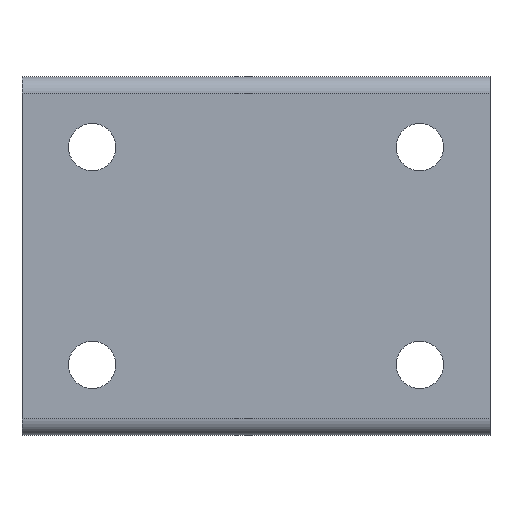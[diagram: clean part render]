
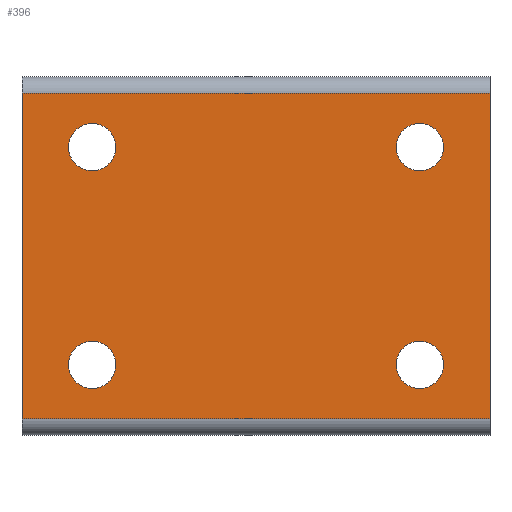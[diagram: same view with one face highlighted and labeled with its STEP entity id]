
A CAD part, left-side view. The second image highlights one B-rep face of the part: STEP entity #396.
In plain terms, the highlighted planar face has unit normal (-1, 0, 0).
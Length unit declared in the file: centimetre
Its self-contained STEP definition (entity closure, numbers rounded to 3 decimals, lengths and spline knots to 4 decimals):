
#26=FACE_BOUND('',#81,.T.);
#27=FACE_BOUND('',#82,.T.);
#28=FACE_BOUND('',#83,.T.);
#29=FACE_BOUND('',#84,.T.);
#38=CIRCLE('',#425,0.5075);
#39=CIRCLE('',#426,0.5075);
#40=CIRCLE('',#427,0.5075);
#41=CIRCLE('',#428,0.5075);
#54=FACE_OUTER_BOUND('',#80,.T.);
#80=EDGE_LOOP('',(#274,#275,#276,#277));
#81=EDGE_LOOP('',(#278));
#82=EDGE_LOOP('',(#279));
#83=EDGE_LOOP('',(#280));
#84=EDGE_LOOP('',(#281));
#118=LINE('',#592,#154);
#119=LINE('',#594,#155);
#120=LINE('',#596,#156);
#121=LINE('',#597,#157);
#154=VECTOR('',#470,10.);
#155=VECTOR('',#471,6.95);
#156=VECTOR('',#472,10.);
#157=VECTOR('',#473,6.95);
#190=VERTEX_POINT('',#590);
#191=VERTEX_POINT('',#591);
#192=VERTEX_POINT('',#593);
#193=VERTEX_POINT('',#595);
#194=VERTEX_POINT('',#598);
#195=VERTEX_POINT('',#600);
#196=VERTEX_POINT('',#602);
#197=VERTEX_POINT('',#604);
#222=EDGE_CURVE('',#190,#191,#118,.T.);
#223=EDGE_CURVE('',#191,#192,#119,.T.);
#224=EDGE_CURVE('',#192,#193,#120,.T.);
#225=EDGE_CURVE('',#190,#193,#121,.T.);
#226=EDGE_CURVE('',#194,#194,#38,.T.);
#227=EDGE_CURVE('',#195,#195,#39,.T.);
#228=EDGE_CURVE('',#196,#196,#40,.T.);
#229=EDGE_CURVE('',#197,#197,#41,.T.);
#274=ORIENTED_EDGE('',*,*,#222,.T.);
#275=ORIENTED_EDGE('',*,*,#223,.T.);
#276=ORIENTED_EDGE('',*,*,#224,.T.);
#277=ORIENTED_EDGE('',*,*,#225,.F.);
#278=ORIENTED_EDGE('',*,*,#226,.F.);
#279=ORIENTED_EDGE('',*,*,#227,.F.);
#280=ORIENTED_EDGE('',*,*,#228,.F.);
#281=ORIENTED_EDGE('',*,*,#229,.F.);
#378=PLANE('',#424);
#396=ADVANCED_FACE('',(#54,#26,#27,#28,#29),#378,.T.);
#424=AXIS2_PLACEMENT_3D('',#589,#468,#469);
#425=AXIS2_PLACEMENT_3D('',#599,#474,#475);
#426=AXIS2_PLACEMENT_3D('',#601,#476,#477);
#427=AXIS2_PLACEMENT_3D('',#603,#478,#479);
#428=AXIS2_PLACEMENT_3D('',#605,#480,#481);
#468=DIRECTION('center_axis',(-1.,0.,0.));
#469=DIRECTION('ref_axis',(0.,0.,1.));
#470=DIRECTION('',(0.,-1.,0.));
#471=DIRECTION('',(0.,0.,1.));
#472=DIRECTION('',(0.,1.,0.));
#473=DIRECTION('',(0.,0.,1.));
#474=DIRECTION('center_axis',(-1.,0.,0.));
#475=DIRECTION('ref_axis',(0.,1.,0.));
#476=DIRECTION('center_axis',(-1.,0.,0.));
#477=DIRECTION('ref_axis',(0.,1.,0.));
#478=DIRECTION('center_axis',(-1.,0.,0.));
#479=DIRECTION('ref_axis',(0.,1.,0.));
#480=DIRECTION('center_axis',(-1.,0.,0.));
#481=DIRECTION('ref_axis',(0.,1.,0.));
#589=CARTESIAN_POINT('Origin',(0.,-5.,-3.825));
#590=CARTESIAN_POINT('',(0.,5.,-3.475));
#591=CARTESIAN_POINT('',(0.,-5.,-3.475));
#592=CARTESIAN_POINT('',(0.,5.,-3.475));
#593=CARTESIAN_POINT('',(0.,-5.,3.475));
#594=CARTESIAN_POINT('',(0.,-5.,-3.475));
#595=CARTESIAN_POINT('',(0.,5.,3.475));
#596=CARTESIAN_POINT('',(0.,-5.,3.475));
#597=CARTESIAN_POINT('',(0.,5.,-3.475));
#598=CARTESIAN_POINT('',(0.,-2.9925,-2.325));
#599=CARTESIAN_POINT('Origin',(0.,-3.5,-2.325));
#600=CARTESIAN_POINT('',(0.,4.0075,-2.325));
#601=CARTESIAN_POINT('Origin',(0.,3.5,-2.325));
#602=CARTESIAN_POINT('',(0.,4.0075,2.325));
#603=CARTESIAN_POINT('Origin',(0.,3.5,2.325));
#604=CARTESIAN_POINT('',(0.,-2.9925,2.325));
#605=CARTESIAN_POINT('Origin',(0.,-3.5,2.325));
